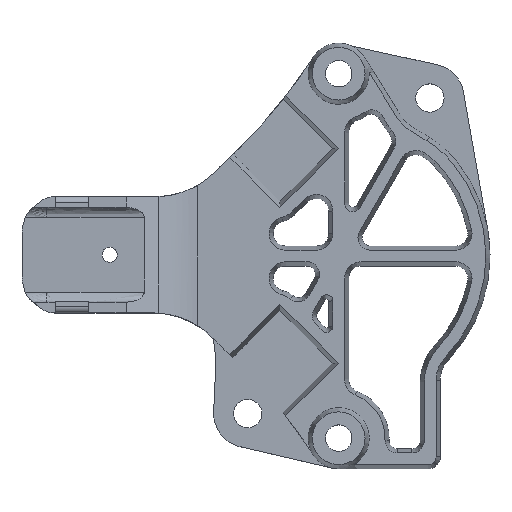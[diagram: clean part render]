
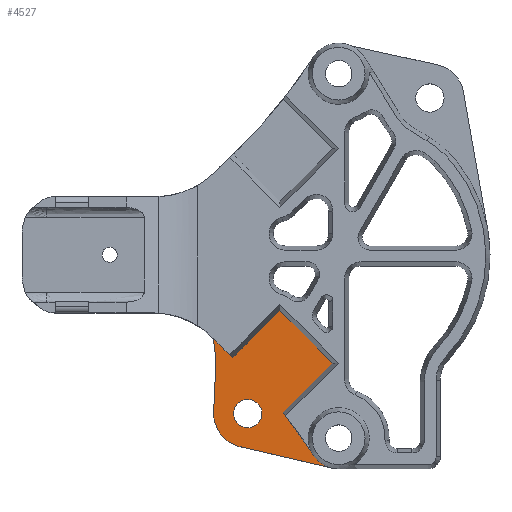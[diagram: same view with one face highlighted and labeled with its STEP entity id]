
A CAD part, top view. The second image highlights one B-rep face of the part: STEP entity #4527.
In plain terms, the highlighted planar face has unit normal (0, 0, 1).
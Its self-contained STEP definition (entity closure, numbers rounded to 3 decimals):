
#54=FACE_BOUND('',#607,.T.);
#97=PLANE('',#4893);
#333=FACE_OUTER_BOUND('',#606,.T.);
#606=EDGE_LOOP('',(#3350,#3351,#3352,#3353,#3354,#3355,#3356,#3357,#3358,
#3359,#3360));
#607=EDGE_LOOP('',(#3361));
#947=LINE('',#7079,#1381);
#948=LINE('',#7083,#1382);
#949=LINE('',#7087,#1383);
#950=LINE('',#7091,#1384);
#951=LINE('',#7093,#1385);
#952=LINE('',#7094,#1386);
#1381=VECTOR('',#5622,10.);
#1382=VECTOR('',#5625,10.);
#1383=VECTOR('',#5628,10.);
#1384=VECTOR('',#5631,10.);
#1385=VECTOR('',#5632,10.);
#1386=VECTOR('',#5633,10.);
#1797=CIRCLE('',#4891,191.5);
#1799=CIRCLE('',#4894,15.);
#1800=CIRCLE('',#4895,4.1);
#1801=CIRCLE('',#4896,3.668);
#1802=CIRCLE('',#4897,62.);
#1803=CIRCLE('',#4898,1.7);
#2095=VERTEX_POINT('',#7068);
#2096=VERTEX_POINT('',#7070);
#2098=VERTEX_POINT('',#7076);
#2099=VERTEX_POINT('',#7078);
#2100=VERTEX_POINT('',#7080);
#2101=VERTEX_POINT('',#7082);
#2102=VERTEX_POINT('',#7084);
#2103=VERTEX_POINT('',#7086);
#2104=VERTEX_POINT('',#7088);
#2105=VERTEX_POINT('',#7090);
#2106=VERTEX_POINT('',#7092);
#2107=VERTEX_POINT('',#7095);
#2568=EDGE_CURVE('',#2095,#2096,#1797,.T.);
#2571=EDGE_CURVE('',#2098,#2095,#1799,.T.);
#2572=EDGE_CURVE('',#2098,#2099,#947,.T.);
#2573=EDGE_CURVE('',#2099,#2100,#1800,.T.);
#2574=EDGE_CURVE('',#2100,#2101,#948,.T.);
#2575=EDGE_CURVE('',#2102,#2101,#1801,.T.);
#2576=EDGE_CURVE('',#2103,#2102,#949,.T.);
#2577=EDGE_CURVE('',#2104,#2103,#1802,.T.);
#2578=EDGE_CURVE('',#2105,#2104,#950,.T.);
#2579=EDGE_CURVE('',#2106,#2105,#951,.T.);
#2580=EDGE_CURVE('',#2096,#2106,#952,.T.);
#2581=EDGE_CURVE('',#2107,#2107,#1803,.T.);
#3350=ORIENTED_EDGE('',*,*,#2568,.F.);
#3351=ORIENTED_EDGE('',*,*,#2571,.F.);
#3352=ORIENTED_EDGE('',*,*,#2572,.T.);
#3353=ORIENTED_EDGE('',*,*,#2573,.T.);
#3354=ORIENTED_EDGE('',*,*,#2574,.T.);
#3355=ORIENTED_EDGE('',*,*,#2575,.F.);
#3356=ORIENTED_EDGE('',*,*,#2576,.F.);
#3357=ORIENTED_EDGE('',*,*,#2577,.F.);
#3358=ORIENTED_EDGE('',*,*,#2578,.F.);
#3359=ORIENTED_EDGE('',*,*,#2579,.F.);
#3360=ORIENTED_EDGE('',*,*,#2580,.F.);
#3361=ORIENTED_EDGE('',*,*,#2581,.T.);
#4527=ADVANCED_FACE('',(#333,#54),#97,.F.);
#4891=AXIS2_PLACEMENT_3D('',#7071,#5613,#5614);
#4893=AXIS2_PLACEMENT_3D('',#7075,#5618,#5619);
#4894=AXIS2_PLACEMENT_3D('',#7077,#5620,#5621);
#4895=AXIS2_PLACEMENT_3D('',#7081,#5623,#5624);
#4896=AXIS2_PLACEMENT_3D('',#7085,#5626,#5627);
#4897=AXIS2_PLACEMENT_3D('',#7089,#5629,#5630);
#4898=AXIS2_PLACEMENT_3D('',#7096,#5634,#5635);
#5613=DIRECTION('center_axis',(0.,0.,1.));
#5614=DIRECTION('ref_axis',(-0.69,-0.724,0.));
#5618=DIRECTION('center_axis',(0.,0.,-1.));
#5619=DIRECTION('ref_axis',(0.,-1.,0.));
#5620=DIRECTION('center_axis',(0.,0.,1.));
#5621=DIRECTION('ref_axis',(0.979,0.205,0.));
#5622=DIRECTION('',(-0.044,-0.999,0.));
#5623=DIRECTION('center_axis',(0.,0.,1.));
#5624=DIRECTION('ref_axis',(0.,-1.,0.));
#5625=DIRECTION('',(0.974,-0.226,0.));
#5626=DIRECTION('center_axis',(0.,0.,1.));
#5627=DIRECTION('ref_axis',(0.,-1.,0.));
#5628=DIRECTION('',(0.54,-0.842,0.));
#5629=DIRECTION('center_axis',(0.,0.,-1.));
#5630=DIRECTION('ref_axis',(0.772,0.636,0.));
#5631=DIRECTION('',(-0.707,-0.707,0.));
#5632=DIRECTION('',(0.707,-0.707,0.));
#5633=DIRECTION('',(0.707,0.707,0.));
#5634=DIRECTION('center_axis',(0.,0.,-1.));
#5635=DIRECTION('ref_axis',(0.,-1.,0.));
#7068=CARTESIAN_POINT('',(166.907,230.099,5.144));
#7070=CARTESIAN_POINT('',(169.272,227.789,5.144));
#7071=CARTESIAN_POINT('Origin',(301.903,365.924,5.144));
#7075=CARTESIAN_POINT('Origin',(171.227,240.,5.144));
#7076=CARTESIAN_POINT('',(167.213,226.362,5.144));
#7077=CARTESIAN_POINT('Origin',(152.227,227.018,5.144));
#7078=CARTESIAN_POINT('',(166.989,221.235,5.144));
#7079=CARTESIAN_POINT('',(167.357,229.654,5.144));
#7080=CARTESIAN_POINT('',(170.16,217.061,5.144));
#7081=CARTESIAN_POINT('Origin',(171.085,221.055,5.144));
#7082=CARTESIAN_POINT('',(181.194,214.506,5.144));
#7083=CARTESIAN_POINT('',(181.194,214.506,5.144));
#7084=CARTESIAN_POINT('',(178.959,216.06,5.144));
#7085=CARTESIAN_POINT('Origin',(182.021,218.08,5.144));
#7086=CARTESIAN_POINT('',(178.875,216.192,5.144));
#7087=CARTESIAN_POINT('',(172.396,226.301,5.144));
#7088=CARTESIAN_POINT('',(175.341,221.151,5.144));
#7089=CARTESIAN_POINT('Origin',(126.676,182.736,5.144));
#7090=CARTESIAN_POINT('',(181.294,227.103,5.144));
#7091=CARTESIAN_POINT('',(175.7,221.51,5.144));
#7092=CARTESIAN_POINT('',(174.941,233.457,5.144));
#7093=CARTESIAN_POINT('',(181.294,227.103,5.144));
#7094=CARTESIAN_POINT('',(169.33,227.846,5.144));
#7095=CARTESIAN_POINT('',(171.085,222.755,5.144));
#7096=CARTESIAN_POINT('Origin',(171.085,221.055,5.144));
